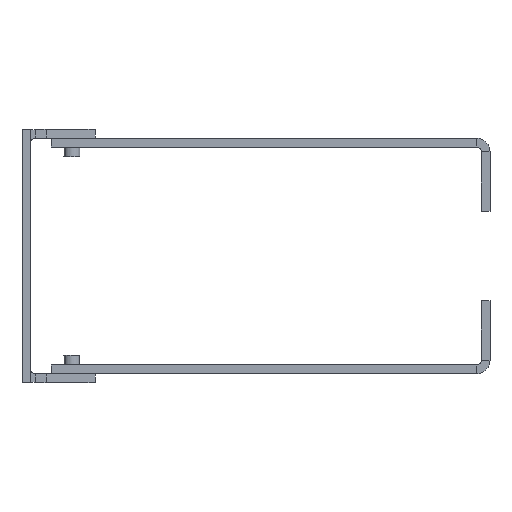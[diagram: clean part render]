
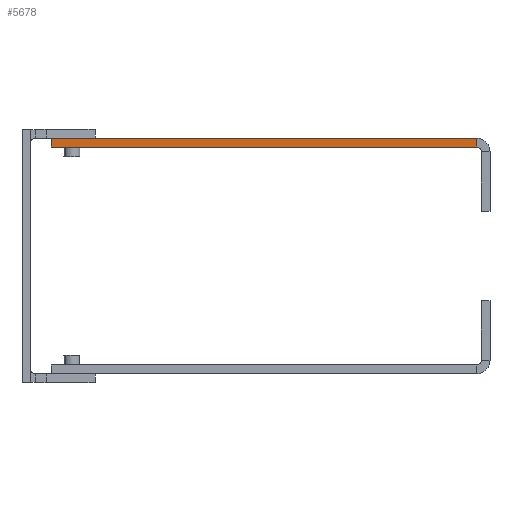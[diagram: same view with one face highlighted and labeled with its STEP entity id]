
A CAD part, left-side view. The second image highlights one B-rep face of the part: STEP entity #5678.
In plain terms, the highlighted face is planar.
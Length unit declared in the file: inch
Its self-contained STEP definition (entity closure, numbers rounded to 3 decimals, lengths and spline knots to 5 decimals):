
#667 = VECTOR ( 'NONE', #18477, 39.37008 ) ;
#1424 = DIRECTION ( 'NONE',  ( 0., 1., 0. ) ) ;
#2761 = ORIENTED_EDGE ( 'NONE', *, *, #22738, .F. ) ;
#3327 = EDGE_CURVE ( 'NONE', #5094, #8050, #29733, .T. ) ;
#5094 = VERTEX_POINT ( 'NONE', #20600 ) ;
#5242 = DIRECTION ( 'NONE',  ( 0., 0., 1. ) ) ;
#5678 = ADVANCED_FACE ( 'NONE', ( #19971 ), #18615, .T. ) ;
#6425 = VECTOR ( 'NONE', #30580, 39.37008 ) ;
#6694 = EDGE_LOOP ( 'NONE', ( #10229, #27433, #2761, #18936 ) ) ;
#7108 = EDGE_CURVE ( 'NONE', #29890, #23022, #34650, .T. ) ;
#8050 = VERTEX_POINT ( 'NONE', #30157 ) ;
#9892 = CARTESIAN_POINT ( 'NONE',  ( -1.5, -5.96216, 0.5 ) ) ;
#10229 = ORIENTED_EDGE ( 'NONE', *, *, #28366, .T. ) ;
#14957 = CARTESIAN_POINT ( 'NONE',  ( 1.409, -5.96216, 0.5 ) ) ;
#15986 = VECTOR ( 'NONE', #20529, 39.37008 ) ;
#16864 = LINE ( 'NONE', #9892, #15986 ) ;
#18477 = DIRECTION ( 'NONE',  ( 1., 0., 0. ) ) ;
#18615 = PLANE ( 'NONE',  #32994 ) ;
#18936 = ORIENTED_EDGE ( 'NONE', *, *, #3327, .T. ) ;
#19971 = FACE_OUTER_BOUND ( 'NONE', #6694, .T. ) ;
#20140 = VECTOR ( 'NONE', #1424, 39.37008 ) ;
#20529 = DIRECTION ( 'NONE',  ( 0., 1., 0. ) ) ;
#20600 = CARTESIAN_POINT ( 'NONE',  ( -1.5, 0.19, 0.5 ) ) ;
#21618 = CARTESIAN_POINT ( 'NONE',  ( -1.5, -5.96216, 0.5 ) ) ;
#22738 = EDGE_CURVE ( 'NONE', #5094, #29890, #16864, .T. ) ;
#23022 = VERTEX_POINT ( 'NONE', #24379 ) ;
#24379 = CARTESIAN_POINT ( 'NONE',  ( 1.409, 0.25, 0.5 ) ) ;
#24404 = DIRECTION ( 'NONE',  ( 0., 1., 0. ) ) ;
#27433 = ORIENTED_EDGE ( 'NONE', *, *, #7108, .F. ) ;
#28366 = EDGE_CURVE ( 'NONE', #8050, #23022, #34688, .T. ) ;
#29733 = LINE ( 'NONE', #32147, #667 ) ;
#29890 = VERTEX_POINT ( 'NONE', #30478 ) ;
#30157 = CARTESIAN_POINT ( 'NONE',  ( 1.409, 0.19, 0.5 ) ) ;
#30478 = CARTESIAN_POINT ( 'NONE',  ( -1.5, 0.25, 0.5 ) ) ;
#30580 = DIRECTION ( 'NONE',  ( 1., 0., 0. ) ) ;
#32147 = CARTESIAN_POINT ( 'NONE',  ( -1.5, 0.19, 0.5 ) ) ;
#32994 = AXIS2_PLACEMENT_3D ( 'NONE', #21618, #5242, #24404 ) ;
#33239 = CARTESIAN_POINT ( 'NONE',  ( -1.5, 0.25, 0.5 ) ) ;
#34650 = LINE ( 'NONE', #33239, #6425 ) ;
#34688 = LINE ( 'NONE', #14957, #20140 ) ;
